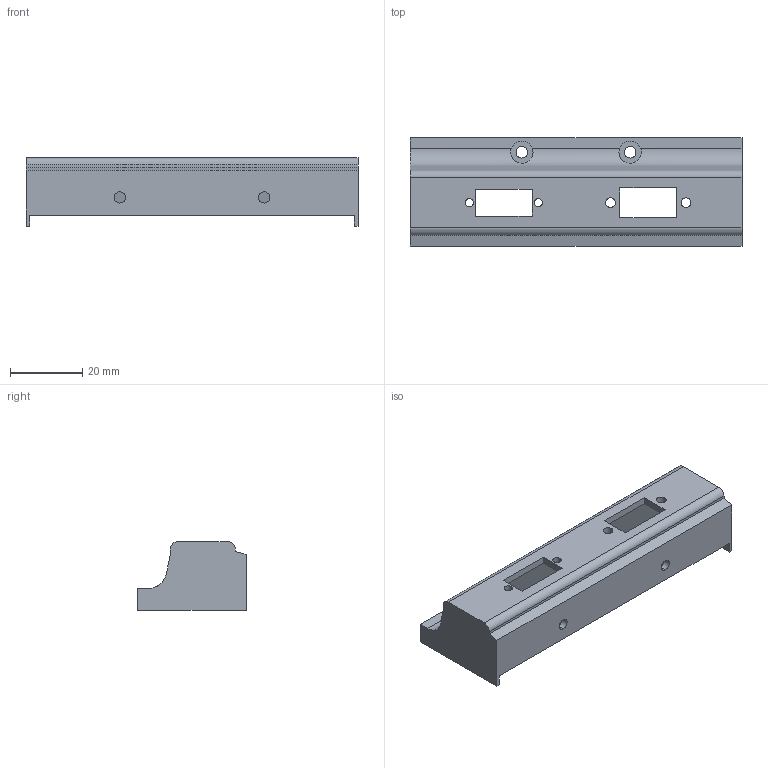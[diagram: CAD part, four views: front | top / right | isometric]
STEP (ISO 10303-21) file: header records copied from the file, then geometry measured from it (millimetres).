
FILE_DESCRIPTION (( 'STEP AP203' ), '1' );
FILE_NAME ('battery_front_face.STEP', '2025-12-08T20:15:46', ( '' ), ( '' ), 'SwSTEP 2.0', 'SolidWorks 2025', '' );
FILE_SCHEMA (( 'CONFIG_CONTROL_DESIGN' ));
Length unit declared in the file: millimetre
Products named in the file (1): battery_front_face
Bounding box: 92 x 30 x 19 mm (x, y, z)
Volume: 10970.5 mm3; surface area: 11605.8 mm2
Topology: 1 solids, 1 shells, 68 faces, 195 edges, 130 vertices
Faces by surface type: plane 39, cylinder 29
Entity records: 2428 total; most frequent: CARTESIAN_POINT 486, ORIENTED_EDGE 390, DIRECTION 383, EDGE_CURVE 195, VERTEX_POINT 130, VECTOR 129, LINE 129, AXIS2_PLACEMENT_3D 127
